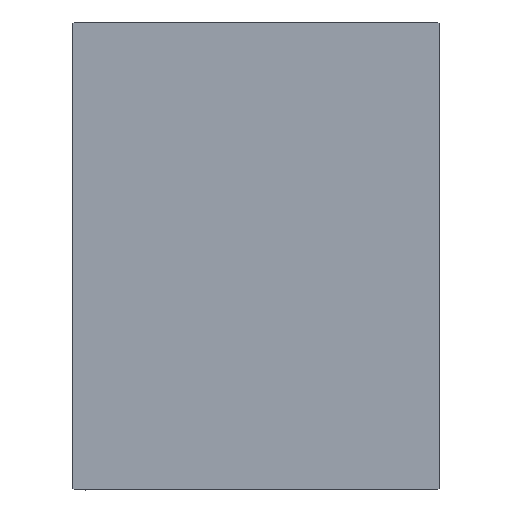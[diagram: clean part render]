
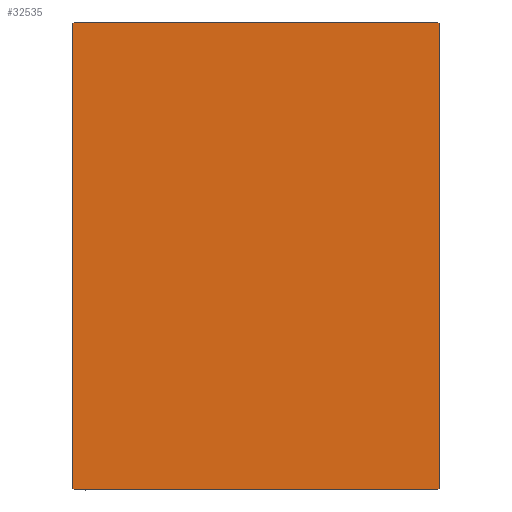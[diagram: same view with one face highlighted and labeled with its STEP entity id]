
A CAD part, left-side view. The second image highlights one B-rep face of the part: STEP entity #32535.
In plain terms, the highlighted face is planar.
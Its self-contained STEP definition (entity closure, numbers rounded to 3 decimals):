
#253 = CARTESIAN_POINT ( 'NONE',  ( 138., -45., -57.5 ) ) ;
#275 = EDGE_CURVE ( 'NONE', #23474, #5764, #35985, .T. ) ;
#1720 = VERTEX_POINT ( 'NONE', #14406 ) ;
#1861 = CARTESIAN_POINT ( 'NONE',  ( 138., -44.7, -57.5 ) ) ;
#2513 = ORIENTED_EDGE ( 'NONE', *, *, #41529, .T. ) ;
#3096 = CARTESIAN_POINT ( 'NONE',  ( 138., -44.7, 57.5 ) ) ;
#3348 = VECTOR ( 'NONE', #8459, 1000. ) ;
#3746 = VERTEX_POINT ( 'NONE', #19110 ) ;
#4651 = CARTESIAN_POINT ( 'NONE',  ( 138., 45., 57.5 ) ) ;
#5764 = VERTEX_POINT ( 'NONE', #22224 ) ;
#5810 = DIRECTION ( 'NONE',  ( 0., 0., 1. ) ) ;
#6351 = DIRECTION ( 'NONE',  ( 1., 0., 0. ) ) ;
#7234 = EDGE_CURVE ( 'NONE', #22273, #12190, #30848, .T. ) ;
#7343 = ORIENTED_EDGE ( 'NONE', *, *, #13221, .T. ) ;
#8459 = DIRECTION ( 'NONE',  ( 0., -0.707, -0.707 ) ) ;
#8767 = AXIS2_PLACEMENT_3D ( 'NONE', #16305, #6351, #29740 ) ;
#9523 = VECTOR ( 'NONE', #42238, 1000. ) ;
#9740 = LINE ( 'NONE', #32918, #9523 ) ;
#11600 = VECTOR ( 'NONE', #5810, 1000. ) ;
#12190 = VERTEX_POINT ( 'NONE', #3096 ) ;
#13221 = EDGE_CURVE ( 'NONE', #1720, #3746, #9740, .T. ) ;
#13820 = EDGE_CURVE ( 'NONE', #3746, #23474, #16531, .T. ) ;
#13912 = VERTEX_POINT ( 'NONE', #19354 ) ;
#14406 = CARTESIAN_POINT ( 'NONE',  ( 138., -45., 57.2 ) ) ;
#15560 = CARTESIAN_POINT ( 'NONE',  ( 138., 45., -57.5 ) ) ;
#16305 = CARTESIAN_POINT ( 'NONE',  ( 138., 0., 0. ) ) ;
#16531 = LINE ( 'NONE', #25845, #25450 ) ;
#16862 = VECTOR ( 'NONE', #26654, 1000. ) ;
#17801 = VECTOR ( 'NONE', #25272, 1000. ) ;
#17848 = ORIENTED_EDGE ( 'NONE', *, *, #37221, .T. ) ;
#19110 = CARTESIAN_POINT ( 'NONE',  ( 138., -45., -57.2 ) ) ;
#19138 = FACE_OUTER_BOUND ( 'NONE', #36798, .T. ) ;
#19354 = CARTESIAN_POINT ( 'NONE',  ( 138., 45., 57.2 ) ) ;
#21182 = VECTOR ( 'NONE', #32410, 1000. ) ;
#21851 = CARTESIAN_POINT ( 'NONE',  ( 138., 51.1, 51.1 ) ) ;
#22224 = CARTESIAN_POINT ( 'NONE',  ( 138., 44.7, -57.5 ) ) ;
#22273 = VERTEX_POINT ( 'NONE', #31275 ) ;
#23474 = VERTEX_POINT ( 'NONE', #1861 ) ;
#25272 = DIRECTION ( 'NONE',  ( 0., 0.707, 0.707 ) ) ;
#25450 = VECTOR ( 'NONE', #36022, 1000. ) ;
#25845 = CARTESIAN_POINT ( 'NONE',  ( 138., -51.1, -51.1 ) ) ;
#26495 = ORIENTED_EDGE ( 'NONE', *, *, #34228, .T. ) ;
#26654 = DIRECTION ( 'NONE',  ( 0., 1., 0. ) ) ;
#27599 = DIRECTION ( 'NONE',  ( 0., -1., 0. ) ) ;
#28190 = CARTESIAN_POINT ( 'NONE',  ( 138., -51.1, 51.1 ) ) ;
#28309 = LINE ( 'NONE', #38477, #17801 ) ;
#28337 = VERTEX_POINT ( 'NONE', #41663 ) ;
#29740 = DIRECTION ( 'NONE',  ( 0., 0., -1. ) ) ;
#30096 = ORIENTED_EDGE ( 'NONE', *, *, #13820, .T. ) ;
#30848 = LINE ( 'NONE', #4651, #38436 ) ;
#31172 = LINE ( 'NONE', #21851, #21182 ) ;
#31275 = CARTESIAN_POINT ( 'NONE',  ( 138., 44.7, 57.5 ) ) ;
#31361 = ORIENTED_EDGE ( 'NONE', *, *, #7234, .T. ) ;
#32410 = DIRECTION ( 'NONE',  ( 0., -0.707, 0.707 ) ) ;
#32535 = ADVANCED_FACE ( 'NONE', ( #19138 ), #39905, .T. ) ;
#32814 = ORIENTED_EDGE ( 'NONE', *, *, #41813, .T. ) ;
#32918 = CARTESIAN_POINT ( 'NONE',  ( 138., -45., 57.5 ) ) ;
#34228 = EDGE_CURVE ( 'NONE', #5764, #28337, #28309, .T. ) ;
#35978 = ORIENTED_EDGE ( 'NONE', *, *, #275, .T. ) ;
#35985 = LINE ( 'NONE', #253, #16862 ) ;
#36022 = DIRECTION ( 'NONE',  ( 0., 0.707, -0.707 ) ) ;
#36798 = EDGE_LOOP ( 'NONE', ( #35978, #26495, #32814, #17848, #31361, #2513, #7343, #30096 ) ) ;
#37221 = EDGE_CURVE ( 'NONE', #13912, #22273, #31172, .T. ) ;
#38436 = VECTOR ( 'NONE', #27599, 1000. ) ;
#38477 = CARTESIAN_POINT ( 'NONE',  ( 138., 51.1, -51.1 ) ) ;
#38524 = LINE ( 'NONE', #15560, #11600 ) ;
#39905 = PLANE ( 'NONE',  #8767 ) ;
#41173 = LINE ( 'NONE', #28190, #3348 ) ;
#41529 = EDGE_CURVE ( 'NONE', #12190, #1720, #41173, .T. ) ;
#41663 = CARTESIAN_POINT ( 'NONE',  ( 138., 45., -57.2 ) ) ;
#41813 = EDGE_CURVE ( 'NONE', #28337, #13912, #38524, .T. ) ;
#42238 = DIRECTION ( 'NONE',  ( 0., 0., -1. ) ) ;
